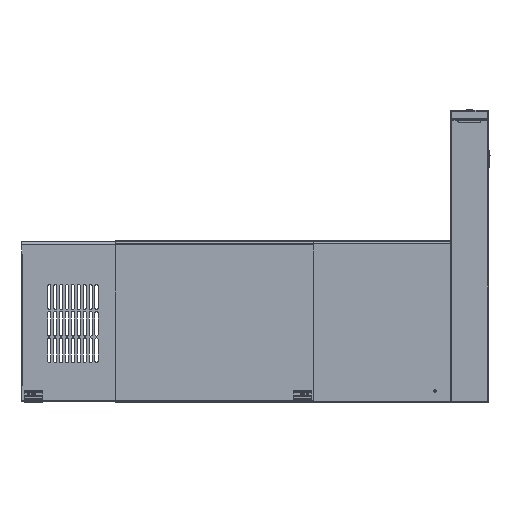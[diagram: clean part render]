
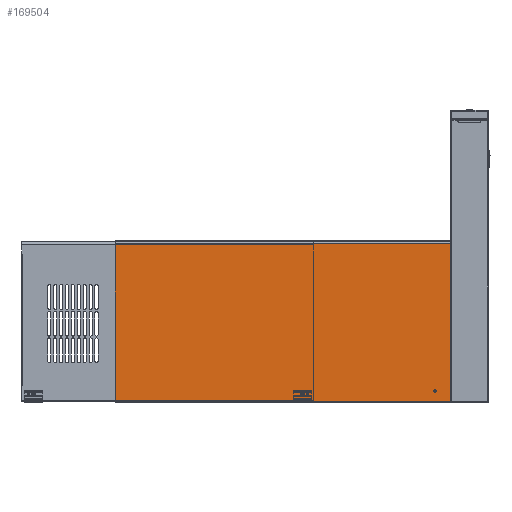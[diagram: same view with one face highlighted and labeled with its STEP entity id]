
A CAD part, left-side view. The second image highlights one B-rep face of the part: STEP entity #169504.
In plain terms, the highlighted planar face has unit normal (-1, 0, 0).
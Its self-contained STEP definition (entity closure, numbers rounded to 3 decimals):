
#166338=DIRECTION('',(0.,0.,1.));
#166339=VECTOR('',#166338,253.5);
#166340=CARTESIAN_POINT('',(-150.,-272.5,-258.5));
#166341=LINE('',#166340,#166339);
#166350=DIRECTION('',(0.,1.,0.));
#166351=VECTOR('',#166350,545.);
#166352=CARTESIAN_POINT('',(-150.,-272.5,-258.5));
#166353=LINE('',#166352,#166351);
#166354=CARTESIAN_POINT('',(-150.,-242.5,-241.9));
#166355=DIRECTION('',(1.,0.,0.));
#166356=DIRECTION('',(0.,1.,0.));
#166357=AXIS2_PLACEMENT_3D('',#166354,#166355,#166356);
#166359=CARTESIAN_POINT('',(-150.,-242.5,-241.9));
#166360=DIRECTION('',(1.,0.,0.));
#166361=DIRECTION('',(0.,-1.,0.));
#166362=AXIS2_PLACEMENT_3D('',#166359,#166360,#166361);
#166364=DIRECTION('',(0.,0.,1.));
#166365=VECTOR('',#166364,253.5);
#166366=CARTESIAN_POINT('',(-150.,272.5,-258.5));
#166367=LINE('',#166366,#166365);
#166390=DIRECTION('',(0.,1.,0.));
#166391=VECTOR('',#166390,545.);
#166392=CARTESIAN_POINT('',(-150.,-272.5,-5.));
#166393=LINE('',#166392,#166391);
#167424=CARTESIAN_POINT('',(-150.,-272.5,-258.5));
#167425=VERTEX_POINT('',#167424);
#167426=CARTESIAN_POINT('',(-150.,272.5,-258.5));
#167427=VERTEX_POINT('',#167426);
#167428=CARTESIAN_POINT('',(-150.,-272.5,-5.));
#167429=VERTEX_POINT('',#167428);
#167430=CARTESIAN_POINT('',(-150.,272.5,-5.));
#167431=VERTEX_POINT('',#167430);
#167556=CARTESIAN_POINT('',(-150.,-240.5,-241.9));
#167557=CARTESIAN_POINT('',(-150.,-244.5,-241.9));
#167558=VERTEX_POINT('',#167556);
#167559=VERTEX_POINT('',#167557);
#169485=CARTESIAN_POINT('',(-150.,-272.5,-258.5));
#169486=DIRECTION('',(-1.,0.,0.));
#169487=DIRECTION('',(0.,0.,1.));
#169488=AXIS2_PLACEMENT_3D('',#169485,#169486,#169487);
#169489=PLANE('',#169488);
#169490=ORIENTED_EDGE('',*,*,#169476,.F.);
#169491=ORIENTED_EDGE('',*,*,#168723,.T.);
#169493=ORIENTED_EDGE('',*,*,#169492,.T.);
#169495=ORIENTED_EDGE('',*,*,#169494,.F.);
#169496=EDGE_LOOP('',(#169490,#169491,#169493,#169495));
#169497=FACE_OUTER_BOUND('',#169496,.F.);
#169499=ORIENTED_EDGE('',*,*,#169498,.F.);
#169501=ORIENTED_EDGE('',*,*,#169500,.F.);
#169502=EDGE_LOOP('',(#169499,#169501));
#169503=FACE_BOUND('',#169502,.F.);
#166358=CIRCLE('',#166357,2.);
#166363=CIRCLE('',#166362,2.);
#168723=EDGE_CURVE('',#167425,#167427,#166353,.T.);
#169476=EDGE_CURVE('',#167425,#167429,#166341,.T.);
#169492=EDGE_CURVE('',#167427,#167431,#166367,.T.);
#169494=EDGE_CURVE('',#167429,#167431,#166393,.T.);
#169498=EDGE_CURVE('',#167558,#167559,#166358,.T.);
#169500=EDGE_CURVE('',#167559,#167558,#166363,.T.);
#169504=ADVANCED_FACE('',(#169497,#169503),#169489,.T.);
